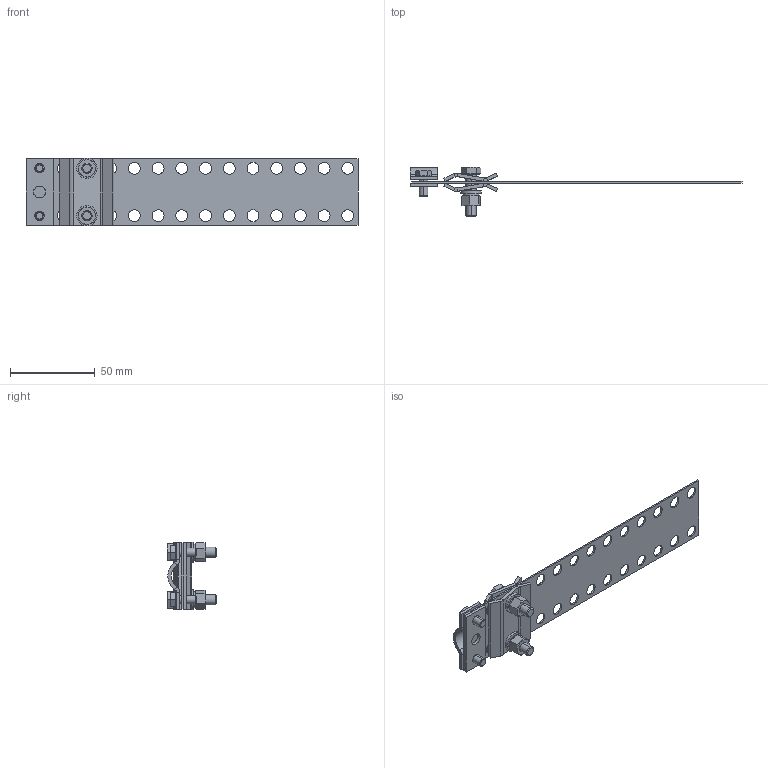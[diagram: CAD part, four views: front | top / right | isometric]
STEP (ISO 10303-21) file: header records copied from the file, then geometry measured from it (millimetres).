
FILE_DESCRIPTION (( 'STEP AP203' ), '1' );
FILE_NAME ('1901 Óíèâåðñàëüíûé äåðæàòåëü äëÿ òðóá O äî 30 ìì, ïðîâîëîêà O 6-10 ìì.STEP', '2024-04-24T06:09:48', ( '' ), ( '' ), 'SwSTEP 2.0', 'SolidWorks 2022', '' );
FILE_SCHEMA (( 'CONFIG_CONTROL_DESIGN' ));
Length unit declared in the file: millimetre
Products named in the file (10): 0711.101 Прямая пластина_00; hex screw gradeab_iso_ISO 4017 - M6 x 25-N; 0711.001 Прижим; 1901.002 Пластина фиксации; 1901.001 Хомут S; hex nut gradec_iso_ISO - 4034 - M6 - N; 1901 Универсальный держатель для труб Ø до 30 мм, проволока Ø 6-10 мм; ГОСТ 6402-70_Шайба 6Л ГОСТ 6402-70; ГОСТ 11371-78_Шайба A.6 ГОСТ 11371-78; hex screw gradeab_iso_ISO 4017 - M5 x 12-N
Assembly tree (15 placements, depth 2):
  1901 Универсальный держатель для труб Ø до 30 мм, проволока Ø 6-10 мм
    1901.001 Хомут S
    1901.002 Пластина фиксации  x2
    0711.001 Прижим
    0711.101 Прямая пластина_00
    hex screw gradeab_iso_ISO 4017 - M5 x 12-N  x2
    hex screw gradeab_iso_ISO 4017 - M6 x 25-N  x2
    hex nut gradec_iso_ISO - 4034 - M6 - N  x2
    ГОСТ 6402-70_Шайба 6Л ГОСТ 6402-70  x2
    ГОСТ 11371-78_Шайба A.6 ГОСТ 11371-78  x2
Bounding box: 196 x 29 x 40 mm (x, y, z)
Volume: 17844.9 mm3; surface area: 26801.3 mm2
Topology: 15 solids, 15 shells, 354 faces, 804 edges, 484 vertices
Faces by surface type: plane 155, cylinder 127, cone 64, torus 8
Entity records: 8078 total; most frequent: CARTESIAN_POINT 1358, DIRECTION 1222, ORIENTED_EDGE 1076, EDGE_CURVE 538, AXIS2_PLACEMENT_3D 490, VERTEX_POINT 330, EDGE_LOOP 302, CIRCLE 244
